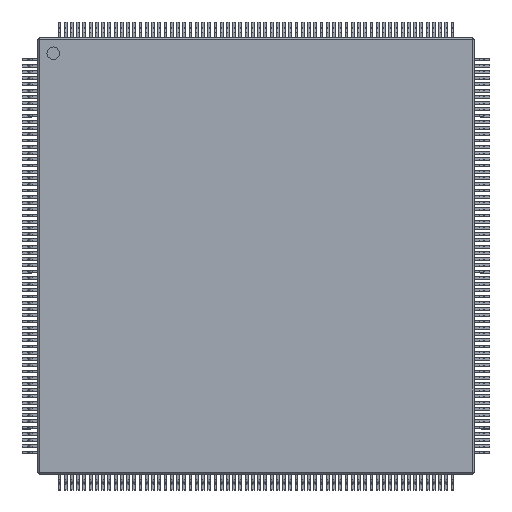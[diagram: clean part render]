
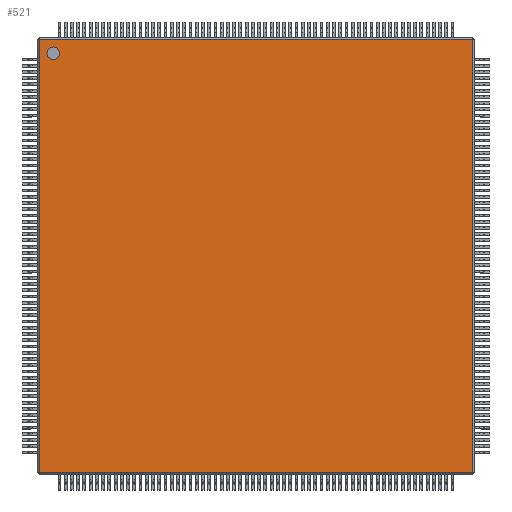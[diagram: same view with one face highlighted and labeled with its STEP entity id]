
A CAD part, top view. The second image highlights one B-rep face of the part: STEP entity #521.
In plain terms, the highlighted planar face has unit normal (0, 0, 1).
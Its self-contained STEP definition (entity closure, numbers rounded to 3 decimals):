
#13=DIRECTION('',(0.,0.,1.));
#14=DIRECTION('',(1.,0.,0.));
#320=VECTOR('',#321,1.);
#321=DIRECTION('',(0.,1.,0.));
#394=VERTEX_POINT('',#395);
#395=CARTESIAN_POINT('',(-13.85,-13.85,1.4));
#403=VERTEX_POINT('',#404);
#404=CARTESIAN_POINT('',(-13.85,13.85,1.4));
#409=ORIENTED_EDGE('',*,*,#410,.F.);
#410=EDGE_CURVE('',#394,#403,#411,.T.);
#411=LINE('',#412,#320);
#412=CARTESIAN_POINT('',(-13.85,-14.,1.4));
#478=VECTOR('',#14,1.);
#521=ADVANCED_FACE('',(#522,#540),#549,.T.);
#522=FACE_BOUND('',#523,.T.);
#523=EDGE_LOOP('',(#409,#524,#530,#536));
#524=ORIENTED_EDGE('',*,*,#525,.T.);
#525=EDGE_CURVE('',#394,#526,#528,.T.);
#526=VERTEX_POINT('',#527);
#527=CARTESIAN_POINT('',(13.85,-13.85,1.4));
#528=LINE('',#529,#478);
#529=CARTESIAN_POINT('',(-14.,-13.85,1.4));
#530=ORIENTED_EDGE('',*,*,#531,.T.);
#531=EDGE_CURVE('',#526,#532,#534,.T.);
#532=VERTEX_POINT('',#533);
#533=CARTESIAN_POINT('',(13.85,13.85,1.4));
#534=LINE('',#535,#320);
#535=CARTESIAN_POINT('',(13.85,-14.,1.4));
#536=ORIENTED_EDGE('',*,*,#537,.F.);
#537=EDGE_CURVE('',#403,#532,#538,.T.);
#538=LINE('',#539,#478);
#539=CARTESIAN_POINT('',(-14.,13.85,1.4));
#540=FACE_BOUND('',#541,.T.);
#541=EDGE_LOOP('',(#542));
#542=ORIENTED_EDGE('',*,*,#543,.F.);
#543=EDGE_CURVE('',#544,#544,#546,.T.);
#544=VERTEX_POINT('',#545);
#545=CARTESIAN_POINT('',(-12.6,13.,1.4));
#546=CIRCLE('',#547,0.4);
#547=AXIS2_PLACEMENT_3D('',#548,#13,#14);
#548=CARTESIAN_POINT('',(-13.,13.,1.4));
#549=PLANE('',#550);
#550=AXIS2_PLACEMENT_3D('',#551,#13,#14);
#551=CARTESIAN_POINT('',(-14.,-14.,1.4));
